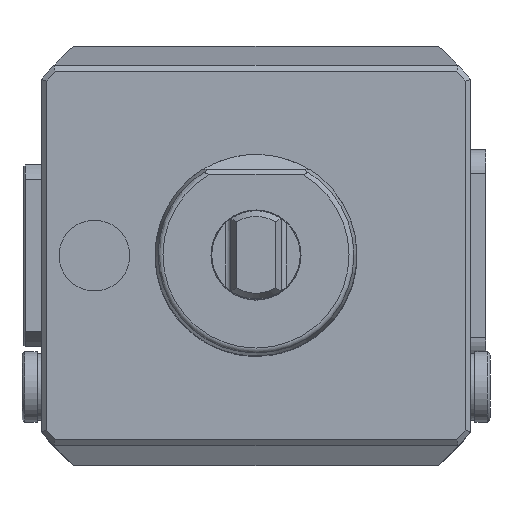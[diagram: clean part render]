
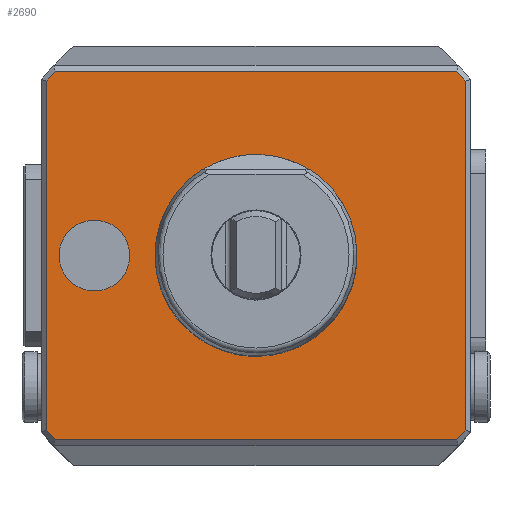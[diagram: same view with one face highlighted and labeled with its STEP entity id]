
A CAD part, top view. The second image highlights one B-rep face of the part: STEP entity #2690.
In plain terms, the highlighted planar face has unit normal (0, 0, 1).
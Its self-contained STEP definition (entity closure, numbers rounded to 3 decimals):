
#80=LINE('',#4419,#205);
#87=LINE('',#4450,#212);
#88=LINE('',#4455,#213);
#89=LINE('',#4460,#214);
#205=VECTOR('',#3385,1000.);
#212=VECTOR('',#3414,1000.);
#213=VECTOR('',#3417,1000.);
#214=VECTOR('',#3422,1000.);
#600=ORIENTED_EDGE('',*,*,#1291,.T.);
#601=ORIENTED_EDGE('',*,*,#1290,.F.);
#602=ORIENTED_EDGE('',*,*,#1329,.T.);
#603=ORIENTED_EDGE('',*,*,#1330,.F.);
#604=ORIENTED_EDGE('',*,*,#1331,.T.);
#605=ORIENTED_EDGE('',*,*,#1332,.F.);
#606=ORIENTED_EDGE('',*,*,#1315,.T.);
#607=ORIENTED_EDGE('',*,*,#1333,.F.);
#608=ORIENTED_EDGE('',*,*,#1334,.T.);
#609=ORIENTED_EDGE('',*,*,#1335,.F.);
#1290=EDGE_CURVE('',#1669,#1669,#1929,.F.);
#1291=EDGE_CURVE('',#1670,#1670,#1930,.F.);
#1315=EDGE_CURVE('',#1687,#1685,#80,.T.);
#1329=EDGE_CURVE('',#1700,#1701,#87,.T.);
#1330=EDGE_CURVE('',#1702,#1701,#1946,.T.);
#1331=EDGE_CURVE('',#1702,#1703,#88,.T.);
#1332=EDGE_CURVE('',#1687,#1703,#1947,.T.);
#1333=EDGE_CURVE('',#1704,#1685,#1948,.T.);
#1334=EDGE_CURVE('',#1704,#1705,#89,.T.);
#1335=EDGE_CURVE('',#1700,#1705,#1949,.T.);
#1669=VERTEX_POINT('',#4362);
#1670=VERTEX_POINT('',#4365);
#1685=VERTEX_POINT('',#4417);
#1687=VERTEX_POINT('',#4420);
#1700=VERTEX_POINT('',#4451);
#1701=VERTEX_POINT('',#4452);
#1702=VERTEX_POINT('',#4454);
#1703=VERTEX_POINT('',#4456);
#1704=VERTEX_POINT('',#4459);
#1705=VERTEX_POINT('',#4461);
#1929=CIRCLE('',#2898,19.734);
#1930=CIRCLE('',#2900,7.);
#1946=CIRCLE('',#2936,54.);
#1947=CIRCLE('',#2937,54.);
#1948=CIRCLE('',#2938,54.);
#1949=CIRCLE('',#2939,54.);
#2097=EDGE_LOOP('',(#600));
#2098=EDGE_LOOP('',(#601));
#2099=EDGE_LOOP('',(#602,#603,#604,#605,#606,#607,#608,#609));
#2356=FACE_BOUND('',#2097,.T.);
#2357=FACE_BOUND('',#2098,.T.);
#2358=FACE_BOUND('',#2099,.T.);
#2583=PLANE('',#2935);
#2690=ADVANCED_FACE('',(#2356,#2357,#2358),#2583,.T.);
#2898=AXIS2_PLACEMENT_3D('',#4361,#3318,#3319);
#2900=AXIS2_PLACEMENT_3D('',#4364,#3322,#3323);
#2935=AXIS2_PLACEMENT_3D('',#4449,#3412,#3413);
#2936=AXIS2_PLACEMENT_3D('',#4453,#3415,#3416);
#2937=AXIS2_PLACEMENT_3D('',#4457,#3418,#3419);
#2938=AXIS2_PLACEMENT_3D('',#4458,#3420,#3421);
#2939=AXIS2_PLACEMENT_3D('',#4462,#3423,#3424);
#3318=DIRECTION('',(0.,0.,-1.));
#3319=DIRECTION('',(1.,0.,0.));
#3322=DIRECTION('',(0.,0.,1.));
#3323=DIRECTION('',(1.,0.,0.));
#3385=DIRECTION('',(1.,0.,0.));
#3412=DIRECTION('',(0.,0.,1.));
#3413=DIRECTION('',(-1.,0.,0.));
#3414=DIRECTION('',(-1.,0.,0.));
#3415=DIRECTION('',(0.,0.,-1.));
#3416=DIRECTION('',(1.,0.,0.));
#3417=DIRECTION('',(0.,-1.,0.));
#3418=DIRECTION('',(0.,0.,-1.));
#3419=DIRECTION('',(1.,0.,0.));
#3420=DIRECTION('',(0.,0.,-1.));
#3421=DIRECTION('',(1.,0.,0.));
#3422=DIRECTION('',(0.,1.,0.));
#3423=DIRECTION('',(0.,0.,-1.));
#3424=DIRECTION('',(1.,0.,0.));
#4361=CARTESIAN_POINT('',(0.,0.,0.));
#4362=CARTESIAN_POINT('',(19.734,0.,0.));
#4364=CARTESIAN_POINT('',(-32.,0.,0.));
#4365=CARTESIAN_POINT('',(-25.,0.,0.));
#4417=CARTESIAN_POINT('',(39.796,-36.5,0.));
#4419=CARTESIAN_POINT('',(38.856,-36.5,0.));
#4420=CARTESIAN_POINT('',(-39.796,-36.5,0.));
#4449=CARTESIAN_POINT('',(54.,0.,0.));
#4450=CARTESIAN_POINT('',(54.,36.5,0.));
#4451=CARTESIAN_POINT('',(39.796,36.5,0.));
#4452=CARTESIAN_POINT('',(-39.796,36.5,0.));
#4453=CARTESIAN_POINT('',(0.,0.,0.));
#4454=CARTESIAN_POINT('',(-41.5,34.551,0.));
#4455=CARTESIAN_POINT('',(-41.5,0.,0.));
#4456=CARTESIAN_POINT('',(-41.5,-34.551,0.));
#4457=CARTESIAN_POINT('',(0.,0.,0.));
#4458=CARTESIAN_POINT('',(0.,0.,0.));
#4459=CARTESIAN_POINT('',(41.5,-34.551,0.));
#4460=CARTESIAN_POINT('',(41.5,0.,0.));
#4461=CARTESIAN_POINT('',(41.5,34.551,0.));
#4462=CARTESIAN_POINT('',(0.,0.,0.));
